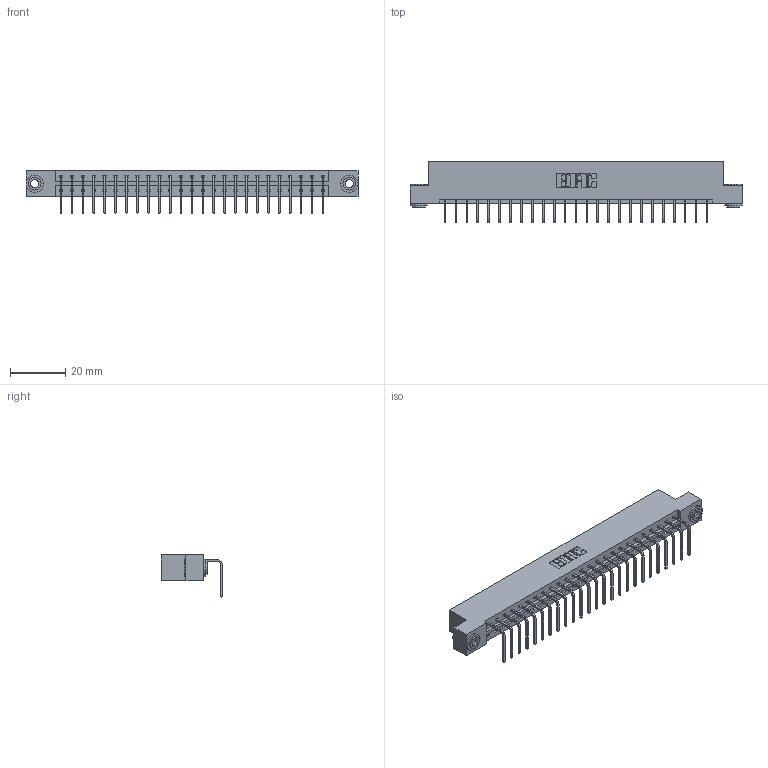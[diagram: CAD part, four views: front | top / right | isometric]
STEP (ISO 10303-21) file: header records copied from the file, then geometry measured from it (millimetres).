
FILE_DESCRIPTION (( 'STEP AP203' ), '1' );
FILE_NAME ('333-025-558-103.STEP', '2018-08-02T12:16:54', ( '' ), ( '' ), 'SwSTEP 2.0', 'SolidWorks 2016', '' );
FILE_SCHEMA (( 'CONFIG_CONTROL_DESIGN' ));
Length unit declared in the file: inch
Products named in the file (4): 333-025-558-103; 333 Part_Flush - .156 Dia - TH; 345-292-001_558 Tail - 2; 345-250-002_345-250-002-102
Assembly tree (28 placements, depth 2):
  333-025-558-103
    333 Part_Flush - .156 Dia - TH
    345-292-001_558 Tail - 2  x25
    345-250-002_345-250-002-102  x2
Bounding box: 120.6 x 22.17 x 15.37 mm (x, y, z)
Volume: 12092.2 mm3; surface area: 13710.6 mm2
Topology: 28 solids, 28 shells, 1652 faces, 4937 edges, 3254 vertices
Faces by surface type: plane 1180, cylinder 464, cone 8
Entity records: 18216 total; most frequent: CARTESIAN_POINT 3124, ORIENTED_EDGE 3078, DIRECTION 2703, EDGE_CURVE 1539, VECTOR 1387, LINE 1387, VERTEX_POINT 1022, AXIS2_PLACEMENT_3D 658
